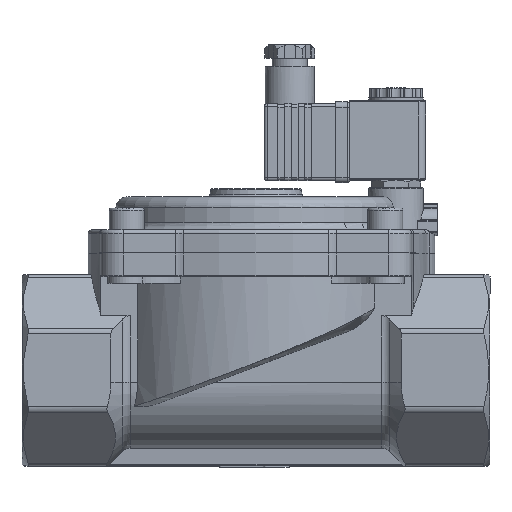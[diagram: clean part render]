
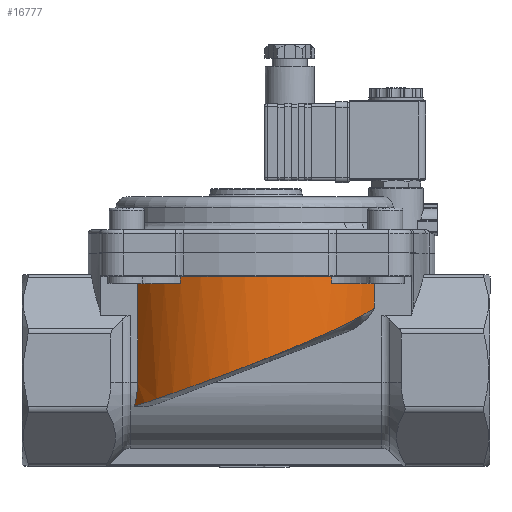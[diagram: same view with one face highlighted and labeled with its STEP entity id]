
A CAD part, top view. The second image highlights one B-rep face of the part: STEP entity #16777.
In plain terms, the highlighted cylindrical face has radius 53.993 mm (diameter 107.986 mm), a partial arc.
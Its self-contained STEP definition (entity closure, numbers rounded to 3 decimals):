
#11457=CARTESIAN_POINT('',(-44.,23.061,-30.));
#11458=VERTEX_POINT('',#11457);
#11459=CARTESIAN_POINT('',(45.116,-13.382,-28.369));
#11460=VERTEX_POINT('',#11459);
#11461=CARTESIAN_POINT('',(-44.,23.061,-30.));
#11462=CARTESIAN_POINT('',(-43.616,22.81,-30.539));
#11463=CARTESIAN_POINT('',(-43.213,22.552,-31.085));
#11464=CARTESIAN_POINT('',(-38.13,19.386,-37.69));
#11465=CARTESIAN_POINT('',(-32.22,16.456,-42.713));
#11466=CARTESIAN_POINT('',(-18.632,10.332,-49.964));
#11467=CARTESIAN_POINT('',(-11.094,7.217,-52.122));
#11468=CARTESIAN_POINT('',(4.22,1.172,-53.059));
#11469=CARTESIAN_POINT('',(11.869,-1.716,-51.948));
#11470=CARTESIAN_POINT('',(25.793,-6.793,-46.673));
#11471=CARTESIAN_POINT('',(32.024,-8.979,-42.805));
#11472=CARTESIAN_POINT('',(40.272,-11.782,-34.895));
#11473=CARTESIAN_POINT('',(42.875,-12.647,-31.777));
#11474=CARTESIAN_POINT('',(45.116,-13.382,-28.369));
#11475=B_SPLINE_CURVE_WITH_KNOTS('',3,(#11461,#11462,#11463,#11464,#11465,#11466,#11467,#11468,#11469,#11470,#11471,#11472,#11473,#11474),.UNSPECIFIED.,.F.,.U.,(4,2,2,2,2,2,4),(3.765,3.938,5.835,7.729,9.555,11.23,12.138),.UNSPECIFIED.);
#11476=EDGE_CURVE('',#11458,#11460,#11475,.T.);
#12792=CARTESIAN_POINT('',(-44.,32.2,-30.));
#12793=VERTEX_POINT('',#12792);
#12800=CARTESIAN_POINT('',(-44.,32.2,-30.0));
#12801=DIRECTION('',(0.0,-1.0,0.0));
#12802=VECTOR('',#12801,9.139);
#12803=LINE('',#12800,#12802);
#12804=EDGE_CURVE('',#11458,#12793,#12803,.F.);
#12905=CARTESIAN_POINT('',(44.,-4.5,-30.0));
#12906=VERTEX_POINT('',#12905);
#12913=CARTESIAN_POINT('',(44.,32.2,-30.0));
#12914=VERTEX_POINT('',#12913);
#12915=CARTESIAN_POINT('',(44.,32.2,-30.0));
#12916=DIRECTION('',(0.0,-1.0,0.0));
#12917=VECTOR('',#12916,36.7);
#12918=LINE('',#12915,#12917);
#12919=EDGE_CURVE('',#12914,#12906,#12918,.T.);
#13266=CARTESIAN_POINT('',(28.077,34.7,-44.825));
#13267=VERTEX_POINT('',#13266);
#13275=CARTESIAN_POINT('',(-28.077,34.7,-44.825));
#13276=VERTEX_POINT('',#13275);
#13277=CARTESIAN_POINT('',(0.0,34.7,1.293));
#13278=DIRECTION('',(0.0,-1.0,0.0));
#13279=DIRECTION('',(0.0,0.0,-1.0));
#13280=AXIS2_PLACEMENT_3D('',#13277,#13278,#13279);
#13281=CIRCLE('',#13280,53.993);
#13282=EDGE_CURVE('',#13276,#13267,#13281,.T.);
#14441=CARTESIAN_POINT('',(28.077,32.2,-44.825));
#14442=VERTEX_POINT('',#14441);
#14450=CARTESIAN_POINT('',(28.077,32.2,-44.825));
#14451=DIRECTION('',(0.0,1.0,0.0));
#14452=VECTOR('',#14451,2.5);
#14453=LINE('',#14450,#14452);
#14454=EDGE_CURVE('',#14442,#13267,#14453,.T.);
#14467=CARTESIAN_POINT('',(-28.077,32.2,-44.825));
#14468=VERTEX_POINT('',#14467);
#14469=CARTESIAN_POINT('',(-28.077,32.2,-44.825));
#14470=DIRECTION('',(0.0,1.0,0.0));
#14471=VECTOR('',#14470,2.5);
#14472=LINE('',#14469,#14471);
#14473=EDGE_CURVE('',#13276,#14468,#14472,.F.);
#15918=CARTESIAN_POINT('',(0.0,32.2,1.293));
#15919=DIRECTION('',(0.0,1.0,0.0));
#15920=DIRECTION('',(0.0,0.0,1.0));
#15921=AXIS2_PLACEMENT_3D('',#15918,#15919,#15920);
#15922=CIRCLE('',#15921,53.993);
#15923=EDGE_CURVE('',#14468,#12793,#15922,.T.);
#16009=CARTESIAN_POINT('',(0.0,32.2,1.293));
#16010=DIRECTION('',(0.0,1.0,0.0));
#16011=DIRECTION('',(0.0,0.0,1.0));
#16012=AXIS2_PLACEMENT_3D('',#16009,#16010,#16011);
#16013=CIRCLE('',#16012,53.993);
#16014=EDGE_CURVE('',#12914,#14442,#16013,.T.);
#16753=CARTESIAN_POINT('',(0.0,-40.3,1.293));
#16754=DIRECTION('',(0.0,1.0,0.0));
#16755=DIRECTION('',(0.0,0.0,-1.0));
#16756=AXIS2_PLACEMENT_3D('',#16753,#16754,#16755);
#16757=CYLINDRICAL_SURFACE('',#16756,53.993);
#16758=ORIENTED_EDGE('',*,*,#14454,.F.);
#16759=ORIENTED_EDGE('',*,*,#16014,.F.);
#16760=ORIENTED_EDGE('',*,*,#12919,.T.);
#16761=CARTESIAN_POINT('',(45.116,-13.382,-28.369));
#16762=CARTESIAN_POINT('',(44.791,-12.084,-28.862));
#16763=CARTESIAN_POINT('',(44.526,-10.738,-29.249));
#16764=CARTESIAN_POINT('',(44.113,-7.753,-29.842));
#16765=CARTESIAN_POINT('',(44.,-6.108,-30.0));
#16766=CARTESIAN_POINT('',(44.,-4.5,-30.0));
#16767=B_SPLINE_CURVE_WITH_KNOTS('',3,(#16761,#16762,#16763,#16764,#16765,#16766),.UNSPECIFIED.,.F.,.U.,(4,2,4),(6.812,7.218,7.7),.UNSPECIFIED.);
#16768=EDGE_CURVE('',#11460,#12906,#16767,.T.);
#16769=ORIENTED_EDGE('',*,*,#16768,.F.);
#16770=ORIENTED_EDGE('',*,*,#11476,.F.);
#16771=ORIENTED_EDGE('',*,*,#12804,.T.);
#16772=ORIENTED_EDGE('',*,*,#15923,.F.);
#16773=ORIENTED_EDGE('',*,*,#14473,.F.);
#16774=ORIENTED_EDGE('',*,*,#13282,.T.);
#16775=EDGE_LOOP('',(#16758,#16759,#16760,#16769,#16770,#16771,#16772,#16773,#16774));
#16776=FACE_OUTER_BOUND('',#16775,.T.);
#16777=ADVANCED_FACE('',(#16776),#16757,.T.);
